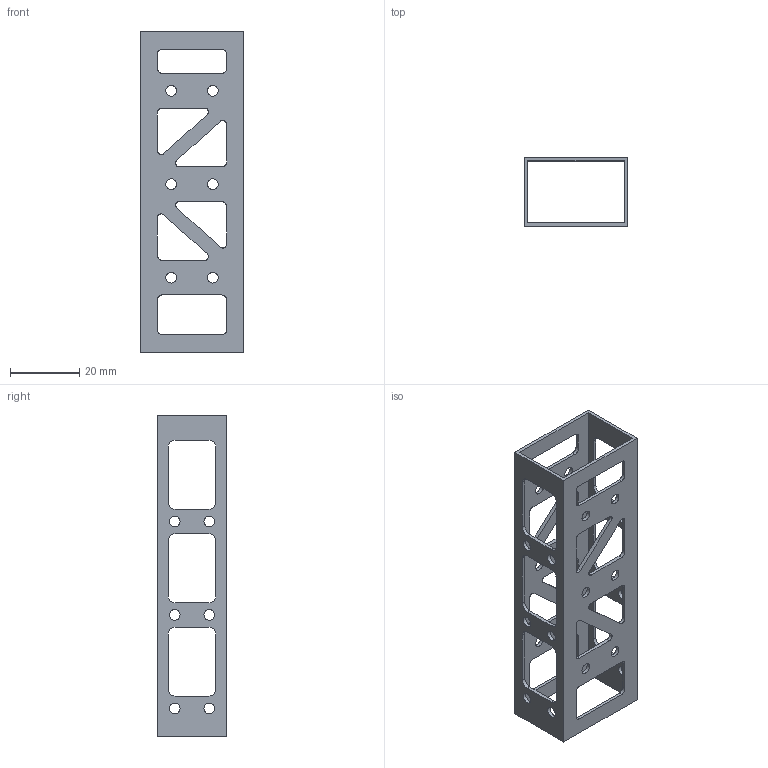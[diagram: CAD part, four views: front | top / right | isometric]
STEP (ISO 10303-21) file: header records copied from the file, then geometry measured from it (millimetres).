
FILE_DESCRIPTION(/* description */ (''),/* implementation_level */ '2;1');
FILE_NAME(/* name */ '',/* time_stamp */ '2024-09-26T12:31:35+08:00',/* author */ (''),/* organization */ (''),/* preprocessor_version */ 'ST-DEVELOPER v20',/* originating_system */ 'Autodesk Translation Framework v13.20.0.188',/* authorisation */ '');
FILE_SCHEMA (('AUTOMOTIVE_DESIGN { 1 0 10303 214 3 1 1 }'));
Length unit declared in the file: millimetre
Products named in the file (1): PP_A3020_1_frame_joint_竖
Bounding box: 30 x 20 x 92.5 mm (x, y, z)
Volume: 5390.8 mm3; surface area: 12194.3 mm2
Topology: 1 solids, 1 shells, 162 faces, 480 edges, 320 vertices
Faces by surface type: plane 74, cylinder 48, bspline 40
Full cylindrical faces by diameter (mm): 3.1 x24
Entity records: 7445 total; most frequent: CARTESIAN_POINT 3163, ORIENTED_EDGE 960, DIRECTION 702, EDGE_CURVE 480, VERTEX_POINT 320, LINE 264, VECTOR 264, EDGE_LOOP 248
